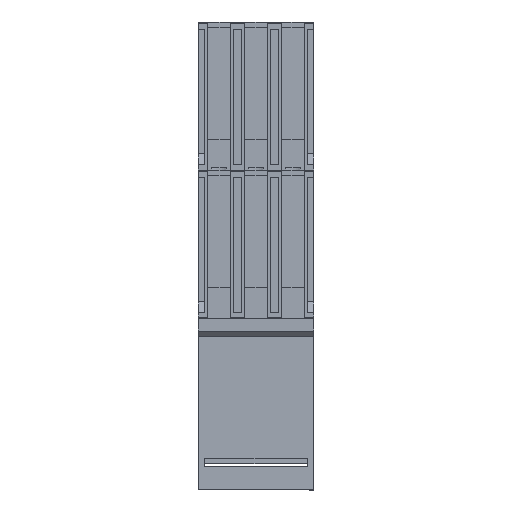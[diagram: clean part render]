
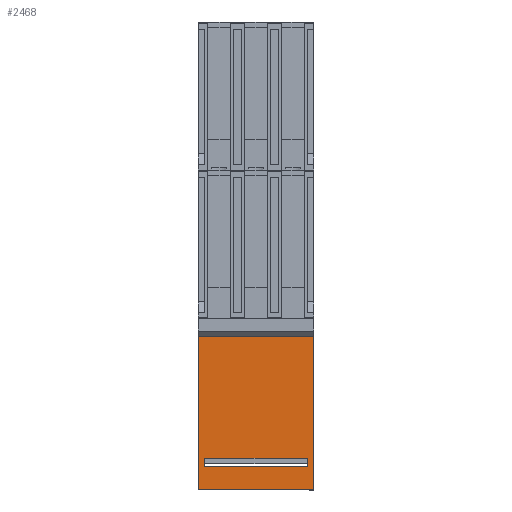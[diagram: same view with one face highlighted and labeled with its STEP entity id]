
A CAD part, front view. The second image highlights one B-rep face of the part: STEP entity #2468.
In plain terms, the highlighted planar face has unit normal (0, -1, 0).
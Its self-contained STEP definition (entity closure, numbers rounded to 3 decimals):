
#2468=ADVANCED_FACE('NONE',(#5546,#5547),#5548,.T.);
#5546=FACE_OUTER_BOUND('',#14296,.T.);
#5547=FACE_BOUND('',#14297,.T.);
#5548=PLANE('',#14298);
#14296=EDGE_LOOP('',(#22904,#22905,#22906,#22907,#22908,#22909));
#14297=EDGE_LOOP('',(#22910,#22911,#22912,#22913));
#14298=AXIS2_PLACEMENT_3D('',#22914,#22915,#22916);
#22904=ORIENTED_EDGE('',*,*,#29740,.T.);
#22905=ORIENTED_EDGE('',*,*,#30492,.F.);
#22906=ORIENTED_EDGE('',*,*,#30493,.F.);
#22907=ORIENTED_EDGE('',*,*,#30463,.F.);
#22908=ORIENTED_EDGE('',*,*,#30494,.F.);
#22909=ORIENTED_EDGE('',*,*,#30347,.T.);
#22910=ORIENTED_EDGE('',*,*,#30495,.F.);
#22911=ORIENTED_EDGE('',*,*,#30496,.F.);
#22912=ORIENTED_EDGE('',*,*,#30497,.F.);
#22913=ORIENTED_EDGE('',*,*,#29979,.F.);
#22914=CARTESIAN_POINT('',(0.0,13.89,29.9));
#22915=DIRECTION('',(0.0,-1.0,0.0));
#22916=DIRECTION('',(0.0,0.0,1.0));
#29740=EDGE_CURVE('NONE',#35399,#35397,#35400,.T.);
#29979=EDGE_CURVE('NONE',#35801,#35803,#35804,.T.);
#30347=EDGE_CURVE('NONE',#36393,#35399,#36394,.T.);
#30463=EDGE_CURVE('NONE',#36595,#36590,#36597,.T.);
#30492=EDGE_CURVE('NONE',#36638,#35397,#36639,.T.);
#30493=EDGE_CURVE('NONE',#36590,#36638,#36640,.T.);
#30494=EDGE_CURVE('NONE',#36393,#36595,#36641,.T.);
#30495=EDGE_CURVE('NONE',#36642,#35801,#36643,.T.);
#30496=EDGE_CURVE('NONE',#36644,#36642,#36645,.T.);
#30497=EDGE_CURVE('NONE',#35803,#36644,#36646,.T.);
#35397=VERTEX_POINT('NONE',#47892);
#35399=VERTEX_POINT('NONE',#47895);
#35400=LINE('',#47896,#47897);
#35801=VERTEX_POINT('NONE',#48468);
#35803=VERTEX_POINT('NONE',#48471);
#35804=LINE('',#48472,#48473);
#36393=VERTEX_POINT('NONE',#49304);
#36394=LINE('',#49305,#49306);
#36590=VERTEX_POINT('NONE',#49600);
#36595=VERTEX_POINT('NONE',#49607);
#36597=LINE('',#49610,#49611);
#36638=VERTEX_POINT('NONE',#49670);
#36639=LINE('',#49671,#49672);
#36640=LINE('',#49673,#49674);
#36641=LINE('',#49675,#49676);
#36642=VERTEX_POINT('NONE',#49677);
#36643=LINE('',#49678,#49679);
#36644=VERTEX_POINT('NONE',#49680);
#36645=LINE('',#49681,#49682);
#36646=LINE('',#49683,#49684);
#47892=CARTESIAN_POINT('',(22.5,13.89,0.));
#47895=CARTESIAN_POINT('',(0.0,13.89,0.));
#47896=CARTESIAN_POINT('',(0.0,13.89,0.));
#47897=VECTOR('',#54642,1000.0);
#48468=CARTESIAN_POINT('',(1.253,13.89,4.5));
#48471=CARTESIAN_POINT('',(21.253,13.89,4.5));
#48472=CARTESIAN_POINT('',(0.0,13.89,4.5));
#48473=VECTOR('',#54970,1000.0);
#49304=CARTESIAN_POINT('',(0.0,13.89,29.9));
#49305=CARTESIAN_POINT('',(0.0,13.89,29.9));
#49306=VECTOR('',#55438,1000.0);
#49600=CARTESIAN_POINT('',(22.48,13.89,29.9));
#49607=CARTESIAN_POINT('',(0.02,13.89,29.9));
#49610=CARTESIAN_POINT('',(0.0,13.89,29.9));
#49611=VECTOR('',#55555,1000.0);
#49670=CARTESIAN_POINT('',(22.5,13.89,29.9));
#49671=CARTESIAN_POINT('',(22.5,13.89,29.9));
#49672=VECTOR('',#55586,1000.0);
#49673=CARTESIAN_POINT('',(0.0,13.89,29.9));
#49674=VECTOR('',#55587,1000.0);
#49675=CARTESIAN_POINT('',(0.0,13.89,29.9));
#49676=VECTOR('',#55588,1000.0);
#49677=CARTESIAN_POINT('',(1.253,13.89,6.2));
#49678=CARTESIAN_POINT('',(1.253,13.89,29.9));
#49679=VECTOR('',#55589,1000.0);
#49680=CARTESIAN_POINT('',(21.253,13.89,6.2));
#49681=CARTESIAN_POINT('',(0.0,13.89,6.2));
#49682=VECTOR('',#55590,1000.0);
#49683=CARTESIAN_POINT('',(21.253,13.89,29.9));
#49684=VECTOR('',#55591,1000.0);
#54642=DIRECTION('',(1.0,0.0,0.0));
#54970=DIRECTION('',(1.0,0.0,0.0));
#55438=DIRECTION('',(0.0,0.0,-1.0));
#55555=DIRECTION('',(1.0,0.0,0.0));
#55586=DIRECTION('',(0.0,0.0,-1.0));
#55587=DIRECTION('',(1.0,0.0,0.0));
#55588=DIRECTION('',(1.0,0.0,0.0));
#55589=DIRECTION('',(0.0,0.0,-1.0));
#55590=DIRECTION('',(-1.0,0.0,0.0));
#55591=DIRECTION('',(0.0,0.0,1.0));
